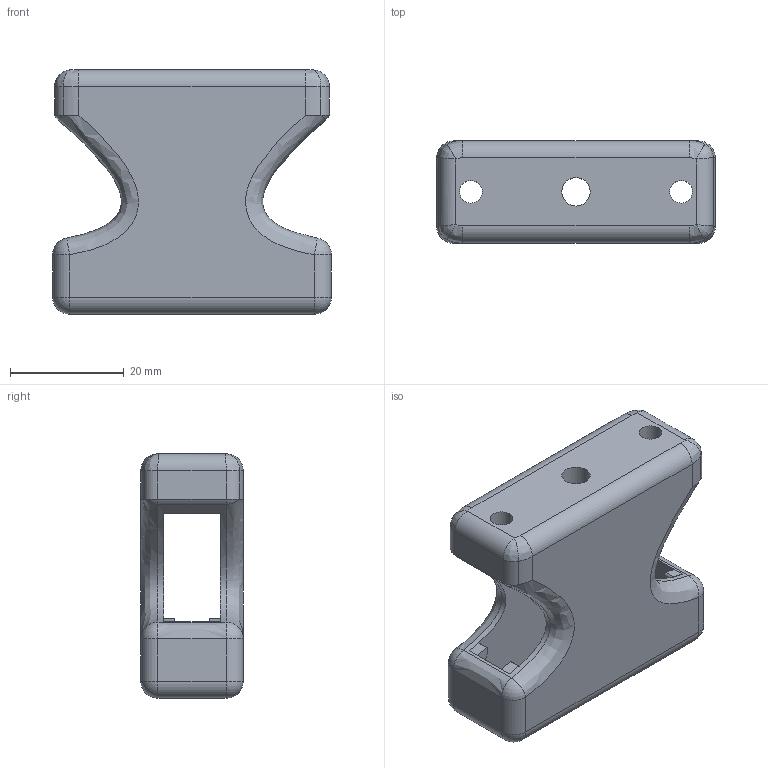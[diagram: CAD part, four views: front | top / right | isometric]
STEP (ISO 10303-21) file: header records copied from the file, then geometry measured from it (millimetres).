
FILE_DESCRIPTION(/* description */ (''),/* implementation_level */ '2;1');
FILE_NAME(/* name */ 'PAM_Attachment_bottom v2 v1.step',/* time_stamp */ '2024-05-29T09:49:10+02:00',/* author */ (''),/* organization */ (''),/* preprocessor_version */ 'ST-DEVELOPER v20',/* originating_system */ 'Autodesk Translation Framework v13.14.0.145',/* authorisation */ '');
FILE_SCHEMA (('AUTOMOTIVE_DESIGN { 1 0 10303 214 3 1 1 }'));
Length unit declared in the file: millimetre
Products named in the file (1): PAM_Attachment_bottom v2
Bounding box: 49 x 18 x 43 mm (x, y, z)
Volume: 17379.8 mm3; surface area: 9199.8 mm2
Topology: 1 solids, 1 shells, 93 faces, 217 edges, 121 vertices
Faces by surface type: plane 35, bspline 26, cylinder 20, sphere 12
Full cylindrical faces by diameter (mm): 4 x2, 5 x1, 8.5 x1
Entity records: 3895 total; most frequent: CARTESIAN_POINT 1962, ORIENTED_EDGE 426, DIRECTION 334, EDGE_CURVE 213, VERTEX_POINT 121, AXIS2_PLACEMENT_3D 120, EDGE_LOOP 102, LINE 94
